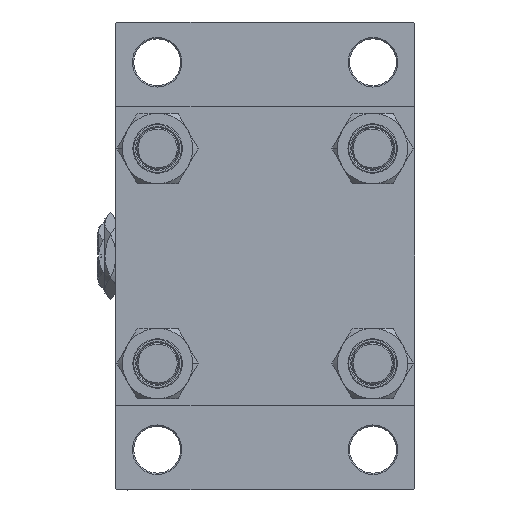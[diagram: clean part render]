
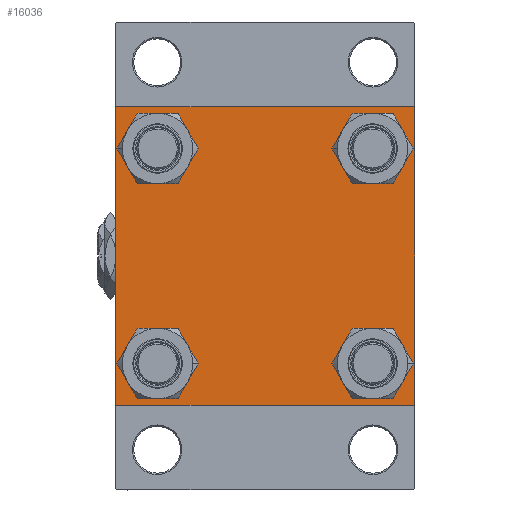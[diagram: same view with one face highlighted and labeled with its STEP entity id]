
A CAD part, left-side view. The second image highlights one B-rep face of the part: STEP entity #16036.
In plain terms, the highlighted planar face has unit normal (-1, 0, 0).
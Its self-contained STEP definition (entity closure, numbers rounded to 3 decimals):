
#149 = DIRECTION ( 'NONE',  ( 0., 0., 1. ) ) ;
#334 = VECTOR ( 'NONE', #44596, 1000. ) ;
#375 = CARTESIAN_POINT ( 'NONE',  ( 0., -41.35, 32.85 ) ) ;
#437 = CARTESIAN_POINT ( 'NONE',  ( 0., 57.5, -57.5 ) ) ;
#898 = FACE_BOUND ( 'NONE', #40015, .T. ) ;
#912 = DIRECTION ( 'NONE',  ( 1., 0., 0. ) ) ;
#979 = DIRECTION ( 'NONE',  ( 0., 0., 1. ) ) ;
#1082 = ORIENTED_EDGE ( 'NONE', *, *, #12441, .T. ) ;
#2820 = DIRECTION ( 'NONE',  ( 1., 0., 0. ) ) ;
#4264 = VERTEX_POINT ( 'NONE', #6606 ) ;
#4390 = EDGE_LOOP ( 'NONE', ( #37118, #5832, #1082, #34481, #25187, #39603, #11804, #8982 ) ) ;
#4445 = FACE_BOUND ( 'NONE', #37774, .T. ) ;
#4645 = CARTESIAN_POINT ( 'NONE',  ( 0., -41.35, -41.35 ) ) ;
#4757 = CARTESIAN_POINT ( 'NONE',  ( 0., 57.25, 57.25 ) ) ;
#4790 = DIRECTION ( 'NONE',  ( 1., 0., 0. ) ) ;
#5832 = ORIENTED_EDGE ( 'NONE', *, *, #24022, .T. ) ;
#5909 = AXIS2_PLACEMENT_3D ( 'NONE', #26577, #2820, #11147 ) ;
#5953 = EDGE_CURVE ( 'NONE', #43157, #23799, #24056, .T. ) ;
#6606 = CARTESIAN_POINT ( 'NONE',  ( 0., 41.35, 32.85 ) ) ;
#7187 = EDGE_CURVE ( 'NONE', #23799, #43157, #35410, .T. ) ;
#7235 = EDGE_CURVE ( 'NONE', #40727, #23279, #49961, .T. ) ;
#7633 = AXIS2_PLACEMENT_3D ( 'NONE', #17134, #28530, #24992 ) ;
#8258 = CARTESIAN_POINT ( 'NONE',  ( 0., 41.35, 41.35 ) ) ;
#8537 = DIRECTION ( 'NONE',  ( 0., 0., -1. ) ) ;
#8584 = DIRECTION ( 'NONE',  ( 1., 0., 0. ) ) ;
#8982 = ORIENTED_EDGE ( 'NONE', *, *, #20932, .T. ) ;
#9374 = ORIENTED_EDGE ( 'NONE', *, *, #27844, .T. ) ;
#9468 = AXIS2_PLACEMENT_3D ( 'NONE', #4645, #20296, #20044 ) ;
#9679 = VECTOR ( 'NONE', #45585, 1000. ) ;
#9792 = VECTOR ( 'NONE', #8537, 1000. ) ;
#10171 = VERTEX_POINT ( 'NONE', #40770 ) ;
#11147 = DIRECTION ( 'NONE',  ( 0., 0., 1. ) ) ;
#11387 = CARTESIAN_POINT ( 'NONE',  ( 0., -57.25, 57.25 ) ) ;
#11778 = CARTESIAN_POINT ( 'NONE',  ( 0., 0., 0. ) ) ;
#11804 = ORIENTED_EDGE ( 'NONE', *, *, #40054, .F. ) ;
#12096 = CARTESIAN_POINT ( 'NONE',  ( 0., 41.35, -32.85 ) ) ;
#12204 = VECTOR ( 'NONE', #47471, 1000. ) ;
#12423 = CARTESIAN_POINT ( 'NONE',  ( 0., 41.35, 49.85 ) ) ;
#12441 = EDGE_CURVE ( 'NONE', #32717, #14649, #43665, .T. ) ;
#12460 = EDGE_CURVE ( 'NONE', #42672, #21486, #16345, .T. ) ;
#14591 = ORIENTED_EDGE ( 'NONE', *, *, #7235, .T. ) ;
#14649 = VERTEX_POINT ( 'NONE', #32848 ) ;
#14855 = ORIENTED_EDGE ( 'NONE', *, *, #45795, .T. ) ;
#15404 = CARTESIAN_POINT ( 'NONE',  ( 0., -41.35, 41.35 ) ) ;
#15670 = CARTESIAN_POINT ( 'NONE',  ( 0., -57.5, -57. ) ) ;
#15767 = CARTESIAN_POINT ( 'NONE',  ( 0., -41.35, -49.85 ) ) ;
#15939 = CARTESIAN_POINT ( 'NONE',  ( 0., 57., -57.5 ) ) ;
#16036 = ADVANCED_FACE ( 'NONE', ( #898, #19358, #4445, #39583, #46673 ), #23913, .T. ) ;
#16345 = LINE ( 'NONE', #32281, #9792 ) ;
#17134 = CARTESIAN_POINT ( 'NONE',  ( 0., -41.35, -41.35 ) ) ;
#17639 = VERTEX_POINT ( 'NONE', #40004 ) ;
#19358 = FACE_BOUND ( 'NONE', #45158, .T. ) ;
#19469 = DIRECTION ( 'NONE',  ( 0., -0.707, 0.707 ) ) ;
#19841 = DIRECTION ( 'NONE',  ( -1., 0., 0. ) ) ;
#19876 = CARTESIAN_POINT ( 'NONE',  ( 0., -57., 57.5 ) ) ;
#20044 = DIRECTION ( 'NONE',  ( 0., 0., 1. ) ) ;
#20296 = DIRECTION ( 'NONE',  ( 1., 0., 0. ) ) ;
#20589 = EDGE_CURVE ( 'NONE', #23279, #40727, #35777, .T. ) ;
#20932 = EDGE_CURVE ( 'NONE', #17639, #42672, #47233, .T. ) ;
#21234 = VECTOR ( 'NONE', #47486, 1000. ) ;
#21486 = VERTEX_POINT ( 'NONE', #36408 ) ;
#22048 = EDGE_LOOP ( 'NONE', ( #37991, #9374 ) ) ;
#22171 = CIRCLE ( 'NONE', #40750, 8.5 ) ;
#23110 = AXIS2_PLACEMENT_3D ( 'NONE', #8258, #912, #46435 ) ;
#23279 = VERTEX_POINT ( 'NONE', #38000 ) ;
#23784 = LINE ( 'NONE', #35414, #24697 ) ;
#23799 = VERTEX_POINT ( 'NONE', #31852 ) ;
#23913 = PLANE ( 'NONE',  #31677 ) ;
#24022 = EDGE_CURVE ( 'NONE', #21486, #32717, #48413, .T. ) ;
#24056 = CIRCLE ( 'NONE', #44255, 8.5 ) ;
#24242 = ORIENTED_EDGE ( 'NONE', *, *, #7187, .T. ) ;
#24412 = VERTEX_POINT ( 'NONE', #15670 ) ;
#24697 = VECTOR ( 'NONE', #19469, 1000. ) ;
#24992 = DIRECTION ( 'NONE',  ( 0., 0., 1. ) ) ;
#25187 = ORIENTED_EDGE ( 'NONE', *, *, #36401, .F. ) ;
#25874 = CARTESIAN_POINT ( 'NONE',  ( 0., 57.5, 57.5 ) ) ;
#26159 = CARTESIAN_POINT ( 'NONE',  ( 0., -57.5, 57.5 ) ) ;
#26435 = EDGE_CURVE ( 'NONE', #14649, #24412, #23784, .T. ) ;
#26577 = CARTESIAN_POINT ( 'NONE',  ( 0., -41.35, 41.35 ) ) ;
#26619 = LINE ( 'NONE', #25874, #9679 ) ;
#27050 = DIRECTION ( 'NONE',  ( 0., 0.707, 0.707 ) ) ;
#27844 = EDGE_CURVE ( 'NONE', #4264, #49211, #44080, .T. ) ;
#28530 = DIRECTION ( 'NONE',  ( 1., 0., 0. ) ) ;
#29176 = CARTESIAN_POINT ( 'NONE',  ( 0., 57.25, -57.25 ) ) ;
#29538 = DIRECTION ( 'NONE',  ( 0., 0., 1. ) ) ;
#30032 = DIRECTION ( 'NONE',  ( 1., 0., 0. ) ) ;
#30217 = CIRCLE ( 'NONE', #7633, 8.5 ) ;
#31395 = EDGE_CURVE ( 'NONE', #10171, #38910, #42964, .T. ) ;
#31677 = AXIS2_PLACEMENT_3D ( 'NONE', #11778, #19841, #149 ) ;
#31852 = CARTESIAN_POINT ( 'NONE',  ( 0., 41.35, -49.85 ) ) ;
#32198 = VECTOR ( 'NONE', #45127, 1000. ) ;
#32281 = CARTESIAN_POINT ( 'NONE',  ( 0., 57.5, 57.5 ) ) ;
#32717 = VERTEX_POINT ( 'NONE', #15939 ) ;
#32848 = CARTESIAN_POINT ( 'NONE',  ( 0., -57., -57.5 ) ) ;
#33319 = EDGE_CURVE ( 'NONE', #49680, #41758, #33683, .T. ) ;
#33683 = CIRCLE ( 'NONE', #9468, 8.5 ) ;
#34326 = CARTESIAN_POINT ( 'NONE',  ( 0., 41.35, 41.35 ) ) ;
#34481 = ORIENTED_EDGE ( 'NONE', *, *, #26435, .T. ) ;
#35410 = CIRCLE ( 'NONE', #48352, 8.5 ) ;
#35414 = CARTESIAN_POINT ( 'NONE',  ( 0., -57.25, -57.25 ) ) ;
#35456 = AXIS2_PLACEMENT_3D ( 'NONE', #15404, #8584, #979 ) ;
#35777 = CIRCLE ( 'NONE', #5909, 8.5 ) ;
#36229 = ORIENTED_EDGE ( 'NONE', *, *, #5953, .T. ) ;
#36333 = CARTESIAN_POINT ( 'NONE',  ( 0., -41.35, -32.85 ) ) ;
#36401 = EDGE_CURVE ( 'NONE', #10171, #24412, #49424, .T. ) ;
#36408 = CARTESIAN_POINT ( 'NONE',  ( 0., 57.5, -57. ) ) ;
#36567 = ORIENTED_EDGE ( 'NONE', *, *, #33319, .T. ) ;
#37118 = ORIENTED_EDGE ( 'NONE', *, *, #12460, .T. ) ;
#37332 = CARTESIAN_POINT ( 'NONE',  ( 0., 57.5, 57. ) ) ;
#37774 = EDGE_LOOP ( 'NONE', ( #36229, #24242 ) ) ;
#37991 = ORIENTED_EDGE ( 'NONE', *, *, #46860, .T. ) ;
#38000 = CARTESIAN_POINT ( 'NONE',  ( 0., -41.35, 49.85 ) ) ;
#38910 = VERTEX_POINT ( 'NONE', #19876 ) ;
#39583 = FACE_BOUND ( 'NONE', #22048, .T. ) ;
#39603 = ORIENTED_EDGE ( 'NONE', *, *, #31395, .T. ) ;
#40004 = CARTESIAN_POINT ( 'NONE',  ( 0., 57., 57.5 ) ) ;
#40015 = EDGE_LOOP ( 'NONE', ( #46305, #14591 ) ) ;
#40054 = EDGE_CURVE ( 'NONE', #17639, #38910, #26619, .T. ) ;
#40727 = VERTEX_POINT ( 'NONE', #375 ) ;
#40750 = AXIS2_PLACEMENT_3D ( 'NONE', #34326, #30032, #29538 ) ;
#40770 = CARTESIAN_POINT ( 'NONE',  ( 0., -57.5, 57. ) ) ;
#40953 = DIRECTION ( 'NONE',  ( 0., 0., 1. ) ) ;
#41758 = VERTEX_POINT ( 'NONE', #36333 ) ;
#42672 = VERTEX_POINT ( 'NONE', #37332 ) ;
#42964 = LINE ( 'NONE', #11387, #44948 ) ;
#43157 = VERTEX_POINT ( 'NONE', #12096 ) ;
#43199 = DIRECTION ( 'NONE',  ( 0., 0., 1. ) ) ;
#43665 = LINE ( 'NONE', #437, #12204 ) ;
#44080 = CIRCLE ( 'NONE', #23110, 8.5 ) ;
#44255 = AXIS2_PLACEMENT_3D ( 'NONE', #45010, #48814, #40953 ) ;
#44596 = DIRECTION ( 'NONE',  ( 0., -0.707, -0.707 ) ) ;
#44948 = VECTOR ( 'NONE', #27050, 1000. ) ;
#45010 = CARTESIAN_POINT ( 'NONE',  ( 0., 41.35, -41.35 ) ) ;
#45127 = DIRECTION ( 'NONE',  ( 0., 0., -1. ) ) ;
#45158 = EDGE_LOOP ( 'NONE', ( #14855, #36567 ) ) ;
#45585 = DIRECTION ( 'NONE',  ( 0., -1., 0. ) ) ;
#45795 = EDGE_CURVE ( 'NONE', #41758, #49680, #30217, .T. ) ;
#46305 = ORIENTED_EDGE ( 'NONE', *, *, #20589, .T. ) ;
#46435 = DIRECTION ( 'NONE',  ( 0., 0., 1. ) ) ;
#46673 = FACE_OUTER_BOUND ( 'NONE', #4390, .T. ) ;
#46860 = EDGE_CURVE ( 'NONE', #49211, #4264, #22171, .T. ) ;
#47007 = CARTESIAN_POINT ( 'NONE',  ( 0., 41.35, -41.35 ) ) ;
#47233 = LINE ( 'NONE', #4757, #21234 ) ;
#47471 = DIRECTION ( 'NONE',  ( 0., -1., 0. ) ) ;
#47486 = DIRECTION ( 'NONE',  ( 0., 0.707, -0.707 ) ) ;
#48352 = AXIS2_PLACEMENT_3D ( 'NONE', #47007, #4790, #43199 ) ;
#48413 = LINE ( 'NONE', #29176, #334 ) ;
#48814 = DIRECTION ( 'NONE',  ( 1., 0., 0. ) ) ;
#49211 = VERTEX_POINT ( 'NONE', #12423 ) ;
#49424 = LINE ( 'NONE', #26159, #32198 ) ;
#49680 = VERTEX_POINT ( 'NONE', #15767 ) ;
#49961 = CIRCLE ( 'NONE', #35456, 8.5 ) ;
